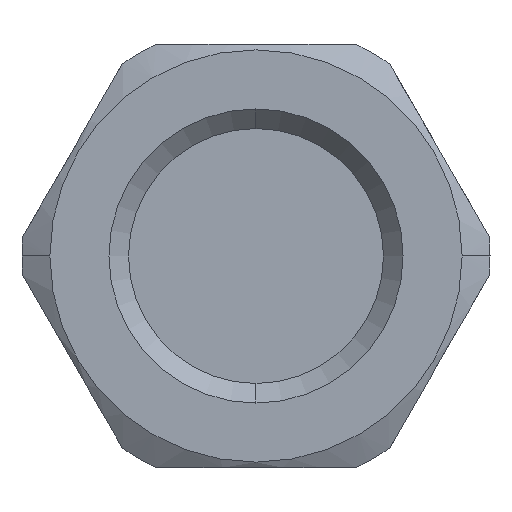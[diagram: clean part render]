
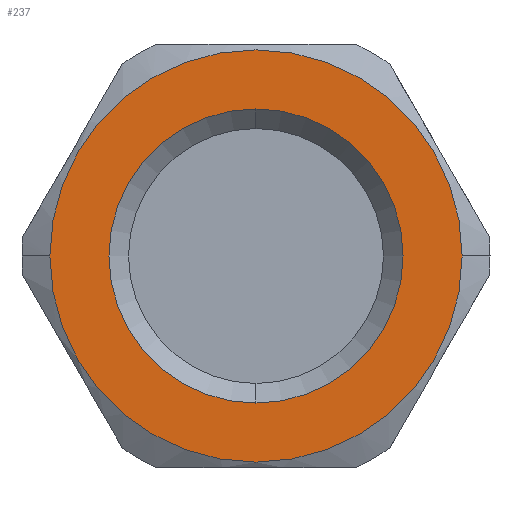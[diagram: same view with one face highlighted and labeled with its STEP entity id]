
A CAD part, left-side view. The second image highlights one B-rep face of the part: STEP entity #237.
In plain terms, the highlighted planar face has unit normal (-1, 0, 0).
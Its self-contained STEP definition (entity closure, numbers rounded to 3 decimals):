
#88 = CARTESIAN_POINT ( 'NONE',  ( -35., 0., 0. ) ) ;
#105 = DIRECTION ( 'NONE',  ( -1., 0., 0. ) ) ;
#164 = DIRECTION ( 'NONE',  ( 0., 1., 0. ) ) ;
#237 = ADVANCED_FACE ( 'NONE', ( #1518, #1485 ), #2470, .T. ) ;
#312 = EDGE_CURVE ( 'NONE', #1753, #1895, #1308, .T. ) ;
#389 = EDGE_CURVE ( 'NONE', #1812, #1907, #1545, .T. ) ;
#400 = AXIS2_PLACEMENT_3D ( 'NONE', #721, #720, #722 ) ;
#425 = EDGE_CURVE ( 'NONE', #1907, #1812, #1274, .T. ) ;
#445 = AXIS2_PLACEMENT_3D ( 'NONE', #2469, #2468, #2467 ) ;
#524 = AXIS2_PLACEMENT_3D ( 'NONE', #1995, #2028, #2142 ) ;
#532 = EDGE_CURVE ( 'NONE', #1895, #1753, #977, .T. ) ;
#560 = AXIS2_PLACEMENT_3D ( 'NONE', #655, #654, #656 ) ;
#654 = DIRECTION ( 'NONE',  ( 1., 0., 0. ) ) ;
#655 = CARTESIAN_POINT ( 'NONE',  ( -35., 0., 0. ) ) ;
#656 = DIRECTION ( 'NONE',  ( 0., 0., 1. ) ) ;
#720 = DIRECTION ( 'NONE',  ( 1., 0., 0. ) ) ;
#721 = CARTESIAN_POINT ( 'NONE',  ( -35., 0., 0. ) ) ;
#722 = DIRECTION ( 'NONE',  ( 0., 0., 1. ) ) ;
#977 = CIRCLE ( 'NONE', #2180, 9.25 ) ;
#1049 = CARTESIAN_POINT ( 'NONE',  ( -35., 9.25, 0. ) ) ;
#1095 = CARTESIAN_POINT ( 'NONE',  ( -35., -9.25, 0. ) ) ;
#1130 = CARTESIAN_POINT ( 'NONE',  ( -35., 0., 6.6 ) ) ;
#1139 = CARTESIAN_POINT ( 'NONE',  ( -35., 0., -6.6 ) ) ;
#1202 = EDGE_LOOP ( 'NONE', ( #2260, #2205 ) ) ;
#1274 = CIRCLE ( 'NONE', #400, 6.6 ) ;
#1308 = CIRCLE ( 'NONE', #524, 9.25 ) ;
#1485 = FACE_BOUND ( 'NONE', #1653, .T. ) ;
#1518 = FACE_OUTER_BOUND ( 'NONE', #1202, .T. ) ;
#1545 = CIRCLE ( 'NONE', #560, 6.6 ) ;
#1653 = EDGE_LOOP ( 'NONE', ( #2367, #2201 ) ) ;
#1753 = VERTEX_POINT ( 'NONE', #1049 ) ;
#1812 = VERTEX_POINT ( 'NONE', #1139 ) ;
#1895 = VERTEX_POINT ( 'NONE', #1095 ) ;
#1907 = VERTEX_POINT ( 'NONE', #1130 ) ;
#1995 = CARTESIAN_POINT ( 'NONE',  ( -35., 0., 0. ) ) ;
#2028 = DIRECTION ( 'NONE',  ( -1., 0., 0. ) ) ;
#2142 = DIRECTION ( 'NONE',  ( 0., 1., 0. ) ) ;
#2180 = AXIS2_PLACEMENT_3D ( 'NONE', #88, #105, #164 ) ;
#2201 = ORIENTED_EDGE ( 'NONE', *, *, #389, .T. ) ;
#2205 = ORIENTED_EDGE ( 'NONE', *, *, #532, .T. ) ;
#2260 = ORIENTED_EDGE ( 'NONE', *, *, #312, .T. ) ;
#2367 = ORIENTED_EDGE ( 'NONE', *, *, #425, .T. ) ;
#2467 = DIRECTION ( 'NONE',  ( 0., -1., 0. ) ) ;
#2468 = DIRECTION ( 'NONE',  ( -1., 0., 0. ) ) ;
#2469 = CARTESIAN_POINT ( 'NONE',  ( -35., -9.25, 0. ) ) ;
#2470 = PLANE ( 'NONE',  #445 ) ;
